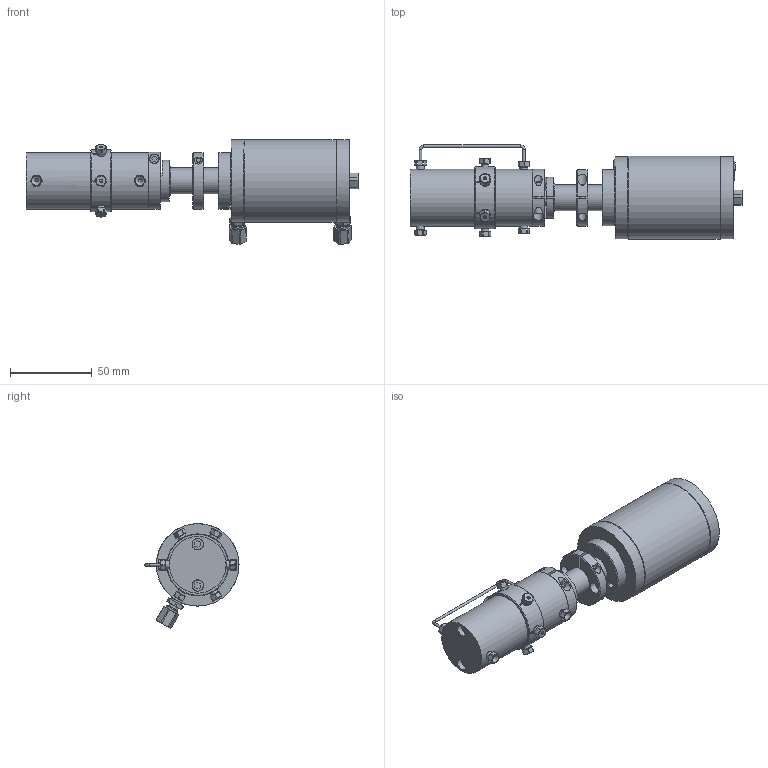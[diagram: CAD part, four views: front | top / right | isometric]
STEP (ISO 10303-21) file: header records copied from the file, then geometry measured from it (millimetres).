
FILE_DESCRIPTION((''),'2;1');
FILE_NAME('506402-A2C6UWPH.stp','2013-12-02T16:29:13',('Franzp'),(''),'Autodesk Inventor 2013','Autodesk Inventor 2013','');
FILE_SCHEMA(('AUTOMOTIVE_DESIGN { 1 0 10303 214 1 1 1 1 }'));
Length unit declared in the file: millimetre
Products named in the file (1): 506402_Shrinkwrap_1
Bounding box: 203.65 x 57.73 x 64.37 mm (x, y, z)
Surface area: 44599.4 mm2 (no closed solid volume)
Topology: 0 solids, 65 shells, 336 faces, 1211 edges, 915 vertices
Faces by surface type: plane 198, cylinder 104, cone 28, torus 6
Full cylindrical faces by diameter (mm): 1.575 x3, 1.727 x6, 2.642 x1, 3.3 x4, 3.302 x3, 3.51 x2, 4.166 x1, 4.32 x2, 4.75 x1, 4.826 x10, 5.61 x5, 5.65 x2, 5.84 x1, 6.3 x2, 6.7 x1, 7 x3, 7.04 x2, 7.65 x2, 7.938 x2, 9.48 x1, 9.525 x1, 15.875 x1, 19.05 x1, 34.798 x2, 37.973 x1, 50.54 x2, 50.69 x1
Entity records: 13750 total; most frequent: CARTESIAN_POINT 3604, DIRECTION 1931, ORIENTED_EDGE 1593, EDGE_CURVE 1090, VERTEX_POINT 887, AXIS2_PLACEMENT_3D 722, EDGE_LOOP 513, VECTOR 487
